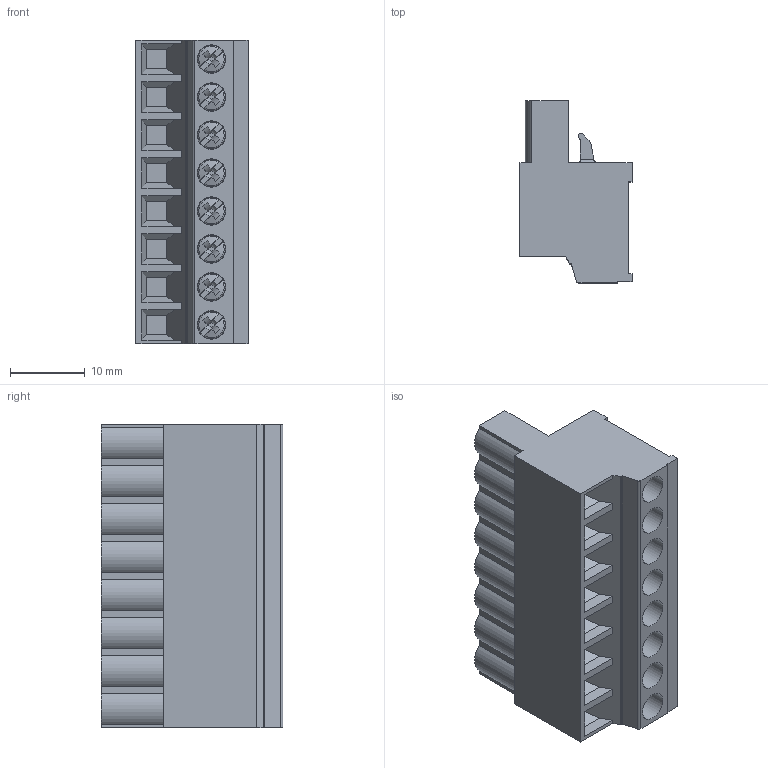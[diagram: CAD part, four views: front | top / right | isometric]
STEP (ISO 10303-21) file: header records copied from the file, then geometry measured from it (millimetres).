
FILE_DESCRIPTION((''),'2;1');
FILE_NAME('11360.1_PBT1200_8_508.stp'),'Autodesk Inventor 11','Autodesk Inventor 11','');
FILE_SCHEMA(('AUTOMOTIVE_DESIGN { 1 0 10303 214 1 1 1 1 }'));
Length unit declared in the file: millimetre
Products named in the file (1): AK_Z_1200
Bounding box: 15 x 24.32 x 40.64 mm (x, y, z)
Volume: 9392 mm3; surface area: 4913.6 mm2
Topology: 1 solids, 1 shells, 362 faces, 930 edges, 588 vertices
Faces by surface type: plane 219, cylinder 74, bspline 53, cone 16
Full cylindrical faces by diameter (mm): 1.6 x8, 3 x8, 3.8 x8
Entity records: 11897 total; most frequent: CARTESIAN_POINT 3500, ORIENTED_EDGE 1748, DIRECTION 1674, EDGE_CURVE 874, AXIS2_PLACEMENT_3D 588, VERTEX_POINT 580, VECTOR 498, LINE 498
